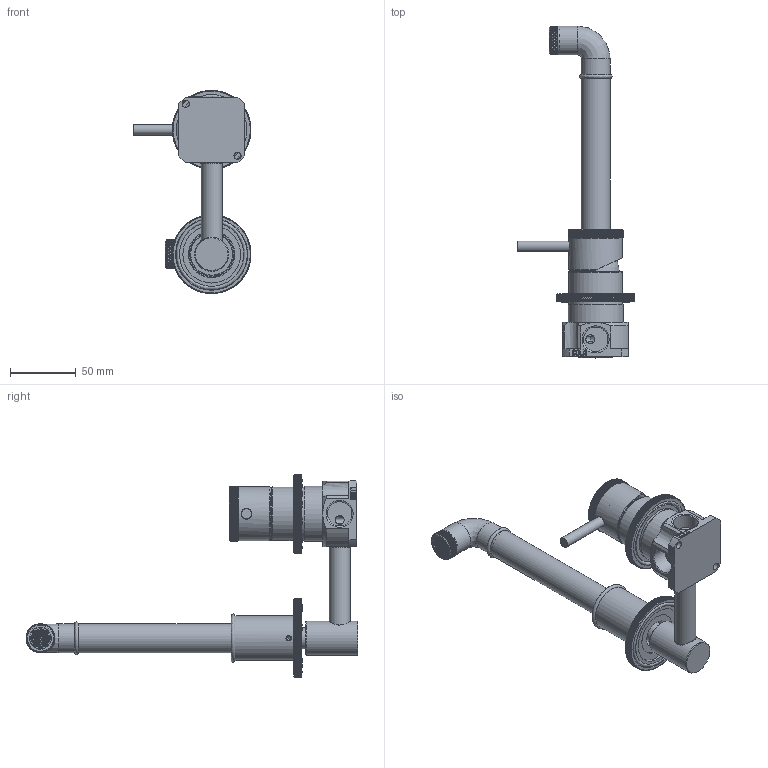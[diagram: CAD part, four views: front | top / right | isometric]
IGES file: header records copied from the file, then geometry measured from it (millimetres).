
Global section: file name: AGM76.A003 - PRI120 - 2 Hole Wall Mounted Basin; native system: Autodesk Inventor 2016; preprocessor: unknown; author: Utilizador; date: 20190508.154844; units: millimetre
Bounding box: 90 x 253.37 x 155 mm (x, y, z)
Volume: 226108.8 mm3; surface area: 121656.9 mm2
Topology: 31 solids, 31 shells, 13028 faces, 28854 edges, 16103 vertices
Faces by surface type: bspline 9000, cylinder 2382, plane 1410, revolution 184, cone 51, sphere 1
Full cylindrical faces by diameter (mm): 3.8 x3, 5 x2, 6 x1, 7 x1, 8 x1, 10 x1, 10.8 x1, 12 x1, 13 x2, 13.6 x1, 14.9 x2, 15.4 x2, 15.999 x2, 16 x4, 16.1 x1, 16.4 x1, 16.5 x2, 18.5 x1, 19 x1, 19.99 x1, 20 x4, 22 x3, 24.3 x1, 24.85 x1, 25 x2, 26 x2, 27.2 x2, 29 x1, 32 x2, 34 x2
